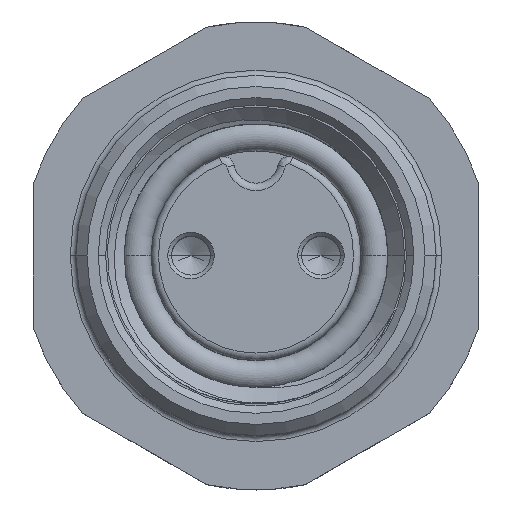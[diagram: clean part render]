
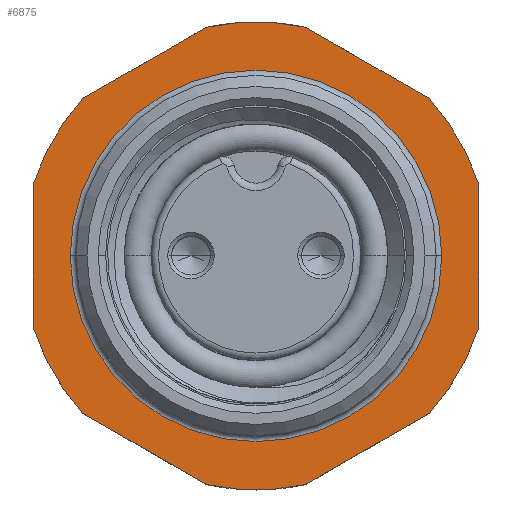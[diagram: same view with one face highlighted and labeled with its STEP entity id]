
A CAD part, top view. The second image highlights one B-rep face of the part: STEP entity #6875.
In plain terms, the highlighted planar face has unit normal (0, 0, 1).
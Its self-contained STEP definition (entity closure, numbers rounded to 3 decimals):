
#2972=CARTESIAN_POINT('',(0.,0.,-0.3));
#2973=DIRECTION('',(0.,0.,1.));
#2974=DIRECTION('',(0.212,0.977,0.));
#2975=AXIS2_PLACEMENT_3D('',#2972,#2973,#2974);
#2977=DIRECTION('',(-0.866,0.5,0.));
#2978=VECTOR('',#2977,3.842);
#2979=CARTESIAN_POINT('',(4.664,4.236,-0.3));
#2980=LINE('',#2979,#2978);
#2981=CARTESIAN_POINT('',(0.,0.,-0.3));
#2982=DIRECTION('',(0.,0.,1.));
#2983=DIRECTION('',(0.952,0.305,0.));
#2984=AXIS2_PLACEMENT_3D('',#2981,#2982,#2983);
#2986=DIRECTION('',(0.,1.,0.));
#2987=VECTOR('',#2986,3.842);
#2988=CARTESIAN_POINT('',(6.,-1.921,-0.3));
#2989=LINE('',#2988,#2987);
#2990=CARTESIAN_POINT('',(0.,0.,-0.3));
#2991=DIRECTION('',(0.,0.,1.));
#2992=DIRECTION('',(0.74,-0.672,0.));
#2993=AXIS2_PLACEMENT_3D('',#2990,#2991,#2992);
#2995=DIRECTION('',(0.866,0.5,0.));
#2996=VECTOR('',#2995,3.842);
#2997=CARTESIAN_POINT('',(1.336,-6.157,-0.3));
#2998=LINE('',#2997,#2996);
#2999=CARTESIAN_POINT('',(0.,0.,-0.3));
#3000=DIRECTION('',(0.,0.,1.));
#3001=DIRECTION('',(-0.212,-0.977,0.));
#3002=AXIS2_PLACEMENT_3D('',#2999,#3000,#3001);
#3004=DIRECTION('',(0.866,-0.5,0.));
#3005=VECTOR('',#3004,3.842);
#3006=CARTESIAN_POINT('',(-4.664,-4.236,-0.3));
#3007=LINE('',#3006,#3005);
#3008=CARTESIAN_POINT('',(0.,0.,-0.3));
#3009=DIRECTION('',(0.,0.,1.));
#3010=DIRECTION('',(-0.952,-0.305,0.));
#3011=AXIS2_PLACEMENT_3D('',#3008,#3009,#3010);
#3013=DIRECTION('',(0.,-1.,0.));
#3014=VECTOR('',#3013,3.842);
#3015=CARTESIAN_POINT('',(-6.,1.921,-0.3));
#3016=LINE('',#3015,#3014);
#3017=CARTESIAN_POINT('',(0.,0.,-0.3));
#3018=DIRECTION('',(0.,0.,1.));
#3019=DIRECTION('',(-0.74,0.672,0.));
#3020=AXIS2_PLACEMENT_3D('',#3017,#3018,#3019);
#3022=DIRECTION('',(-0.866,-0.5,0.));
#3023=VECTOR('',#3022,3.842);
#3024=CARTESIAN_POINT('',(-1.336,6.157,-0.3));
#3025=LINE('',#3024,#3023);
#3026=CARTESIAN_POINT('',(0.,0.,-0.3));
#3027=DIRECTION('',(0.,0.,-1.));
#3028=DIRECTION('',(1.,0.,0.));
#3029=AXIS2_PLACEMENT_3D('',#3026,#3027,#3028);
#3031=CARTESIAN_POINT('',(0.,0.,-0.3));
#3032=DIRECTION('',(0.,0.,-1.));
#3033=DIRECTION('',(-1.,0.,0.));
#3034=AXIS2_PLACEMENT_3D('',#3031,#3032,#3033);
#6331=CARTESIAN_POINT('',(1.336,6.157,-0.3));
#6332=CARTESIAN_POINT('',(-1.336,6.157,-0.3));
#6333=VERTEX_POINT('',#6331);
#6334=VERTEX_POINT('',#6332);
#6335=CARTESIAN_POINT('',(-4.664,4.236,-0.3));
#6336=VERTEX_POINT('',#6335);
#6337=CARTESIAN_POINT('',(-6.,1.921,-0.3));
#6338=VERTEX_POINT('',#6337);
#6339=CARTESIAN_POINT('',(-6.,-1.921,-0.3));
#6340=VERTEX_POINT('',#6339);
#6341=CARTESIAN_POINT('',(-4.664,-4.236,-0.3));
#6342=VERTEX_POINT('',#6341);
#6343=CARTESIAN_POINT('',(-1.336,-6.157,-0.3));
#6344=VERTEX_POINT('',#6343);
#6345=CARTESIAN_POINT('',(1.336,-6.157,-0.3));
#6346=VERTEX_POINT('',#6345);
#6347=CARTESIAN_POINT('',(4.664,-4.236,-0.3));
#6348=VERTEX_POINT('',#6347);
#6349=CARTESIAN_POINT('',(6.,-1.921,-0.3));
#6350=VERTEX_POINT('',#6349);
#6351=CARTESIAN_POINT('',(6.,1.921,-0.3));
#6352=VERTEX_POINT('',#6351);
#6353=CARTESIAN_POINT('',(4.664,4.236,-0.3));
#6354=VERTEX_POINT('',#6353);
#6427=CARTESIAN_POINT('',(5.,0.,-0.3));
#6428=CARTESIAN_POINT('',(-5.,0.,-0.3));
#6429=VERTEX_POINT('',#6427);
#6430=VERTEX_POINT('',#6428);
#6850=CARTESIAN_POINT('',(0.,0.,-0.3));
#6851=DIRECTION('',(0.,0.,1.));
#6852=DIRECTION('',(1.,0.,0.));
#6853=AXIS2_PLACEMENT_3D('',#6850,#6851,#6852);
#6854=PLANE('',#6853);
#6855=ORIENTED_EDGE('',*,*,#6688,.F.);
#6856=ORIENTED_EDGE('',*,*,#6704,.F.);
#6857=ORIENTED_EDGE('',*,*,#6718,.F.);
#6858=ORIENTED_EDGE('',*,*,#6732,.F.);
#6859=ORIENTED_EDGE('',*,*,#6746,.F.);
#6860=ORIENTED_EDGE('',*,*,#6760,.F.);
#6861=ORIENTED_EDGE('',*,*,#6775,.F.);
#6862=ORIENTED_EDGE('',*,*,#6789,.F.);
#6863=ORIENTED_EDGE('',*,*,#6803,.F.);
#6864=ORIENTED_EDGE('',*,*,#6817,.F.);
#6865=ORIENTED_EDGE('',*,*,#6831,.F.);
#6866=ORIENTED_EDGE('',*,*,#6844,.F.);
#6867=EDGE_LOOP('',(#6855,#6856,#6857,#6858,#6859,#6860,#6861,#6862,#6863,#6864,
#6865,#6866));
#6868=FACE_OUTER_BOUND('',#6867,.F.);
#6870=ORIENTED_EDGE('',*,*,#6869,.F.);
#6872=ORIENTED_EDGE('',*,*,#6871,.F.);
#6873=EDGE_LOOP('',(#6870,#6872));
#6874=FACE_BOUND('',#6873,.F.);
#2976=CIRCLE('',#2975,6.3);
#2985=CIRCLE('',#2984,6.3);
#2994=CIRCLE('',#2993,6.3);
#3003=CIRCLE('',#3002,6.3);
#3012=CIRCLE('',#3011,6.3);
#3021=CIRCLE('',#3020,6.3);
#3030=CIRCLE('',#3029,5.);
#3035=CIRCLE('',#3034,5.);
#6688=EDGE_CURVE('',#6333,#6334,#2976,.T.);
#6704=EDGE_CURVE('',#6354,#6333,#2980,.T.);
#6718=EDGE_CURVE('',#6352,#6354,#2985,.T.);
#6732=EDGE_CURVE('',#6350,#6352,#2989,.T.);
#6746=EDGE_CURVE('',#6348,#6350,#2994,.T.);
#6760=EDGE_CURVE('',#6346,#6348,#2998,.T.);
#6775=EDGE_CURVE('',#6344,#6346,#3003,.T.);
#6789=EDGE_CURVE('',#6342,#6344,#3007,.T.);
#6803=EDGE_CURVE('',#6340,#6342,#3012,.T.);
#6817=EDGE_CURVE('',#6338,#6340,#3016,.T.);
#6831=EDGE_CURVE('',#6336,#6338,#3021,.T.);
#6844=EDGE_CURVE('',#6334,#6336,#3025,.T.);
#6869=EDGE_CURVE('',#6429,#6430,#3030,.T.);
#6871=EDGE_CURVE('',#6430,#6429,#3035,.T.);
#6875=ADVANCED_FACE('',(#6868,#6874),#6854,.T.);
